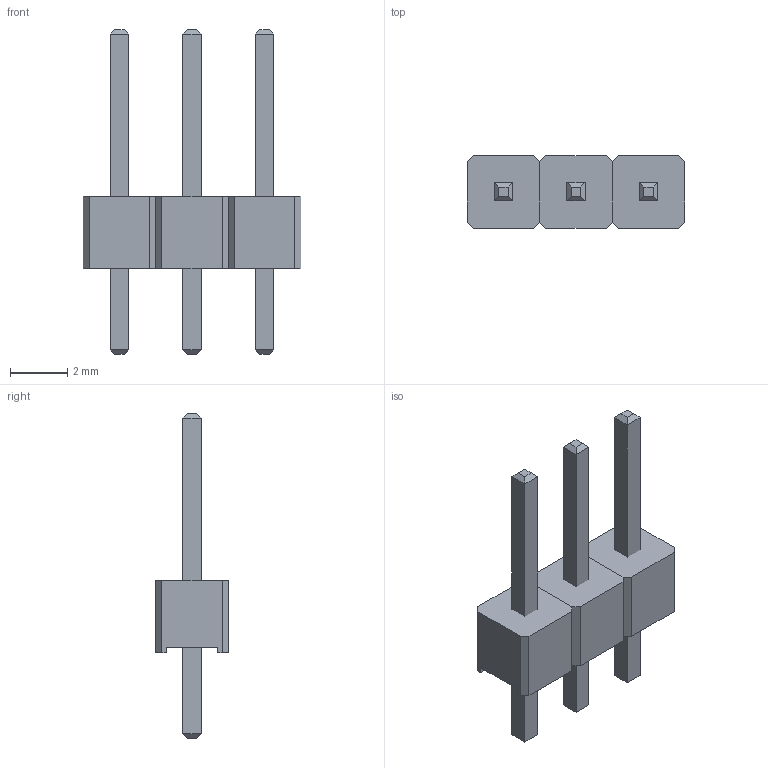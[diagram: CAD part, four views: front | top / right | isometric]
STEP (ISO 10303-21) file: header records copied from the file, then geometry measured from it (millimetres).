
FILE_DESCRIPTION(('FreeCAD Model'),'2;1');
FILE_NAME('Connecteur-2.54-Male-3_Contacts.step','2019-01-18T18:04:25',( 'Author'),(''),'Open CASCADE STEP processor 6.8','FreeCAD','Unknown' );
FILE_SCHEMA(('AUTOMOTIVE_DESIGN_CC2 { 1 2 10303 214 -1 1 5 4 }'));
Length unit declared in the file: millimetre
Products named in the file (3): ASSEMBLY; Array001; Array
Assembly tree (2 placements, depth 2):
  ASSEMBLY
    Array001
    Array
Bounding box: 7.62 x 2.54 x 11.38 mm (x, y, z)
Volume: 59.6 mm3; surface area: 200.9 mm2
Topology: 6 solids, 6 shells, 84 faces, 192 edges, 120 vertices
Faces by surface type: plane 84
Entity records: 4874 total; most frequent: CARTESIAN_POINT 783, DIRECTION 750, LINE 576, VECTOR 576, ORIENTED_EDGE 384, PCURVE 384, DEFINITIONAL_REPRESENTATION 384, EDGE_CURVE 192
